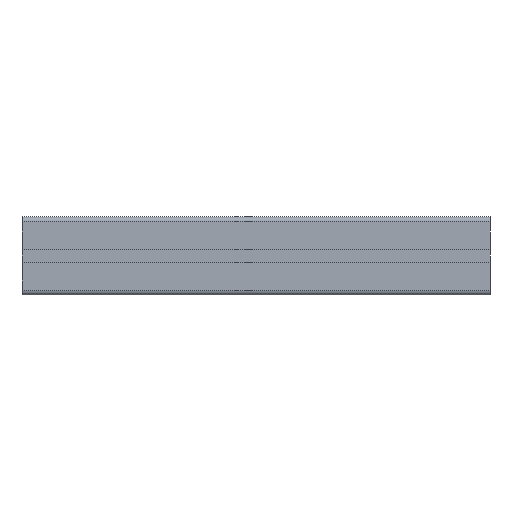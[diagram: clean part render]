
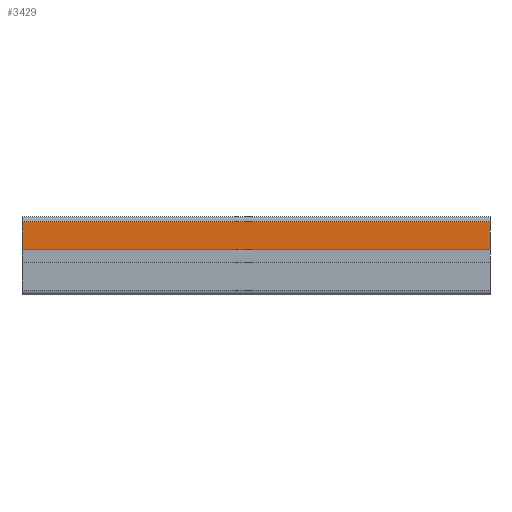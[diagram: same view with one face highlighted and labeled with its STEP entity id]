
A CAD part, left-side view. The second image highlights one B-rep face of the part: STEP entity #3429.
In plain terms, the highlighted face is planar.
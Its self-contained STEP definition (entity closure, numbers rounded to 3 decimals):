
#470 = CARTESIAN_POINT ( 'NONE',  ( 15., 22., -300. ) ) ;
#471 = DIRECTION ( 'NONE',  ( 0., 0., 1. ) ) ;
#472 = LINE ( 'NONE', #470, #1415 ) ;
#475 = LINE ( 'NONE', #484, #1405 ) ;
#484 = CARTESIAN_POINT ( 'NONE',  ( 15., 4.1, -300. ) ) ;
#491 = DIRECTION ( 'NONE',  ( 0., 1., 0. ) ) ;
#523 = LINE ( 'NONE', #525, #1426 ) ;
#525 = CARTESIAN_POINT ( 'NONE',  ( 15., 4.1, 0. ) ) ;
#526 = DIRECTION ( 'NONE',  ( 0., 1., 0. ) ) ;
#810 = CARTESIAN_POINT ( 'NONE',  ( 15., 4.1, 0. ) ) ;
#811 = CARTESIAN_POINT ( 'NONE',  ( 15., 22., 0. ) ) ;
#815 = CARTESIAN_POINT ( 'NONE',  ( 15., 4.1, -300. ) ) ;
#842 = EDGE_LOOP ( 'NONE', ( #2543, #2546, #1038, #1764 ) ) ;
#1038 = ORIENTED_EDGE ( 'NONE', *, *, #3130, .T. ) ;
#1319 = VECTOR ( 'NONE', #3779, 1000. ) ;
#1405 = VECTOR ( 'NONE', #491, 1000. ) ;
#1415 = VECTOR ( 'NONE', #471, 1000. ) ;
#1426 = VECTOR ( 'NONE', #526, 1000. ) ;
#1764 = ORIENTED_EDGE ( 'NONE', *, *, #3125, .T. ) ;
#1884 = CARTESIAN_POINT ( 'NONE',  ( 15., 22., -300. ) ) ;
#2380 = VERTEX_POINT ( 'NONE', #810 ) ;
#2381 = VERTEX_POINT ( 'NONE', #811 ) ;
#2385 = VERTEX_POINT ( 'NONE', #815 ) ;
#2415 = VERTEX_POINT ( 'NONE', #1884 ) ;
#2543 = ORIENTED_EDGE ( 'NONE', *, *, #3143, .F. ) ;
#2546 = ORIENTED_EDGE ( 'NONE', *, *, #3098, .F. ) ;
#2812 = PLANE ( 'NONE',  #2899 ) ;
#2813 = DIRECTION ( 'NONE',  ( 1., 0., 0. ) ) ;
#2814 = DIRECTION ( 'NONE',  ( 0., 0., -1. ) ) ;
#2819 = FACE_OUTER_BOUND ( 'NONE', #842, .T. ) ;
#2821 = CARTESIAN_POINT ( 'NONE',  ( 15., 4.1, -300. ) ) ;
#2899 = AXIS2_PLACEMENT_3D ( 'NONE', #2821, #2813, #2814 ) ;
#3098 = EDGE_CURVE ( 'NONE', #2385, #2380, #3761, .T. ) ;
#3125 = EDGE_CURVE ( 'NONE', #2415, #2381, #472, .T. ) ;
#3130 = EDGE_CURVE ( 'NONE', #2385, #2415, #475, .T. ) ;
#3143 = EDGE_CURVE ( 'NONE', #2380, #2381, #523, .T. ) ;
#3429 = ADVANCED_FACE ( 'PLANAR_18', ( #2819 ), #2812, .T. ) ;
#3761 = LINE ( 'NONE', #3768, #1319 ) ;
#3768 = CARTESIAN_POINT ( 'NONE',  ( 15., 4.1, -300. ) ) ;
#3779 = DIRECTION ( 'NONE',  ( 0., 0., 1. ) ) ;
